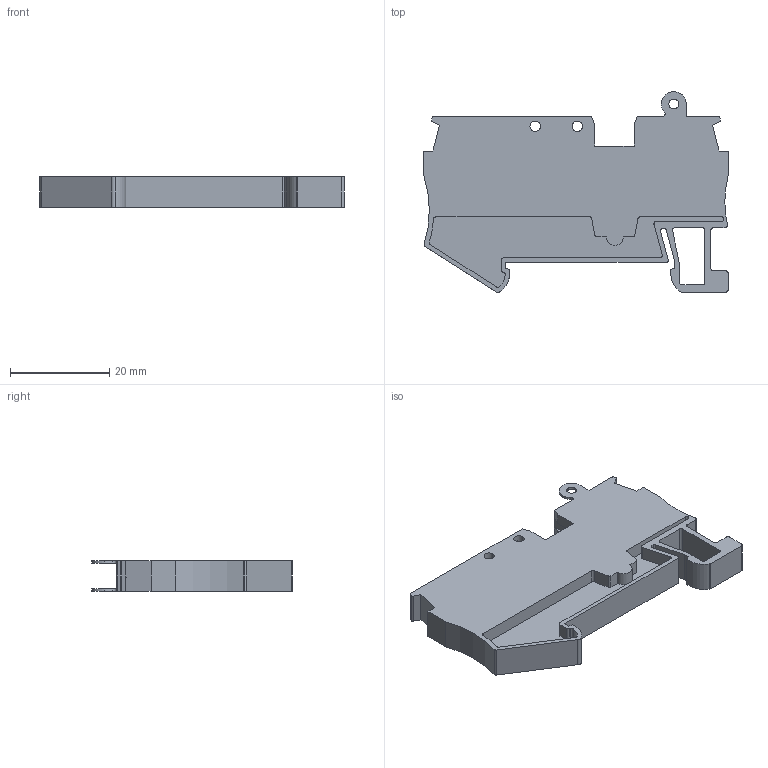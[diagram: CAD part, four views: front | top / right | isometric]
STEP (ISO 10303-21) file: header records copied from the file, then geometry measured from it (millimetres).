
FILE_DESCRIPTION (( 'STEP AP214' ), '1' );
FILE_NAME ('NSYTRR42TB.STEP', '2017-11-23T14:49:40', ( '' ), ( '' ), 'SwSTEP 2.0', 'SolidWorks 2015', '' );
FILE_SCHEMA (( 'AUTOMOTIVE_DESIGN' ));
Length unit declared in the file: millimetre
Products named in the file (1): NSYTRR42TB
Bounding box: 61.5 x 40.55 x 6.2 mm (x, y, z)
Volume: 6948.7 mm3; surface area: 7643.1 mm2
Topology: 1 solids, 1 shells, 172 faces, 500 edges, 332 vertices
Faces by surface type: plane 102, cylinder 67, bspline 3
Entity records: 5804 total; most frequent: CARTESIAN_POINT 1079, ORIENTED_EDGE 1000, DIRECTION 972, EDGE_CURVE 500, LINE 354, VECTOR 354, VERTEX_POINT 332, AXIS2_PLACEMENT_3D 309
